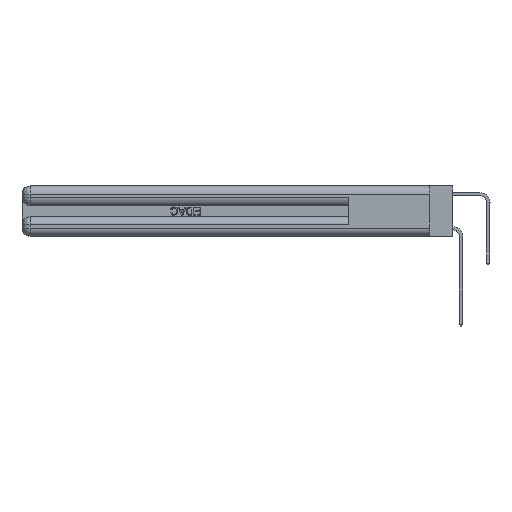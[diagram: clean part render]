
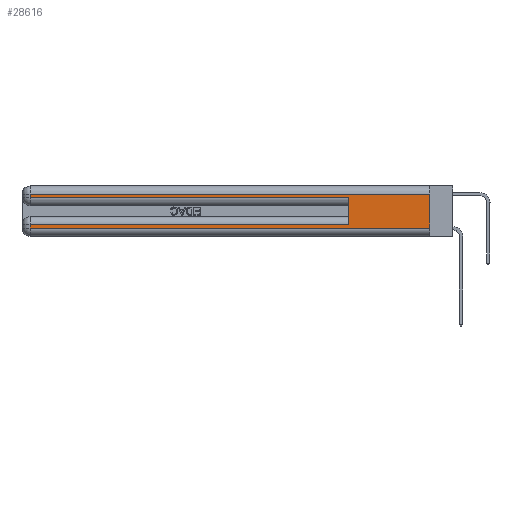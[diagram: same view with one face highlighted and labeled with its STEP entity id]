
A CAD part, left-side view. The second image highlights one B-rep face of the part: STEP entity #28616.
In plain terms, the highlighted planar face has unit normal (-1, 0, 0).
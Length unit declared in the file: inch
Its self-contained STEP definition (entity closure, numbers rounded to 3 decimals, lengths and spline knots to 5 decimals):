
#261 = EDGE_CURVE ( 'NONE', #20475, #14735, #29752, .T. ) ;
#285 = CARTESIAN_POINT ( 'NONE',  ( 0., 0.6, 0.145 ) ) ;
#679 = CARTESIAN_POINT ( 'NONE',  ( 0., 2.94, 0.085 ) ) ;
#1437 = ORIENTED_EDGE ( 'NONE', *, *, #28311, .T. ) ;
#1857 = CARTESIAN_POINT ( 'NONE',  ( 0., 2.94, 0.285 ) ) ;
#2088 = VERTEX_POINT ( 'NONE', #13724 ) ;
#2806 = VECTOR ( 'NONE', #16515, 39.37008 ) ;
#2849 = VERTEX_POINT ( 'NONE', #679 ) ;
#3194 = CARTESIAN_POINT ( 'NONE',  ( 0., 0., 0.285 ) ) ;
#3358 = CARTESIAN_POINT ( 'NONE',  ( 0., 0., 0.31 ) ) ;
#6839 = VERTEX_POINT ( 'NONE', #1857 ) ;
#6845 = DIRECTION ( 'NONE',  ( 0., 0., 1. ) ) ;
#6890 = ORIENTED_EDGE ( 'NONE', *, *, #261, .F. ) ;
#7559 = VECTOR ( 'NONE', #29487, 39.37008 ) ;
#7628 = LINE ( 'NONE', #31722, #2806 ) ;
#7684 = CARTESIAN_POINT ( 'NONE',  ( 0., 2.94, 0.06 ) ) ;
#8181 = DIRECTION ( 'NONE',  ( 0., -1., 0. ) ) ;
#9515 = ORIENTED_EDGE ( 'NONE', *, *, #10156, .T. ) ;
#9929 = LINE ( 'NONE', #24613, #12811 ) ;
#10156 = EDGE_CURVE ( 'NONE', #2088, #2849, #33491, .T. ) ;
#10248 = PLANE ( 'NONE',  #36064 ) ;
#11631 = CARTESIAN_POINT ( 'NONE',  ( 0., 0., 0.37 ) ) ;
#11752 = CARTESIAN_POINT ( 'NONE',  ( 0., 0., 0.06 ) ) ;
#12187 = EDGE_CURVE ( 'NONE', #20475, #15411, #9929, .T. ) ;
#12811 = VECTOR ( 'NONE', #22478, 39.37008 ) ;
#13724 = CARTESIAN_POINT ( 'NONE',  ( 0., 0.6, 0.085 ) ) ;
#14735 = VERTEX_POINT ( 'NONE', #11752 ) ;
#15411 = VERTEX_POINT ( 'NONE', #21088 ) ;
#16515 = DIRECTION ( 'NONE',  ( 0., 0., -1. ) ) ;
#17270 = EDGE_CURVE ( 'NONE', #6839, #19993, #23656, .T. ) ;
#17711 = CARTESIAN_POINT ( 'NONE',  ( 0., 2.94, 0.37 ) ) ;
#18182 = ORIENTED_EDGE ( 'NONE', *, *, #17270, .T. ) ;
#18296 = VECTOR ( 'NONE', #29380, 39.37008 ) ;
#18607 = ORIENTED_EDGE ( 'NONE', *, *, #22694, .T. ) ;
#19133 = DIRECTION ( 'NONE',  ( 0., 0., -1. ) ) ;
#19568 = VECTOR ( 'NONE', #27726, 39.37008 ) ;
#19704 = VECTOR ( 'NONE', #24049, 39.37008 ) ;
#19822 = ORIENTED_EDGE ( 'NONE', *, *, #32340, .F. ) ;
#19993 = VERTEX_POINT ( 'NONE', #30813 ) ;
#20475 = VERTEX_POINT ( 'NONE', #3358 ) ;
#21088 = CARTESIAN_POINT ( 'NONE',  ( 0., 2.94, 0.31 ) ) ;
#22021 = CARTESIAN_POINT ( 'NONE',  ( 0., 0., 0.37 ) ) ;
#22303 = LINE ( 'NONE', #25567, #35362 ) ;
#22478 = DIRECTION ( 'NONE',  ( 0., 1., 0. ) ) ;
#22694 = EDGE_CURVE ( 'NONE', #15411, #6839, #26979, .T. ) ;
#23656 = LINE ( 'NONE', #3194, #19704 ) ;
#24049 = DIRECTION ( 'NONE',  ( 0., -1., 0. ) ) ;
#24613 = CARTESIAN_POINT ( 'NONE',  ( 0., 0., 0.31 ) ) ;
#24891 = EDGE_CURVE ( 'NONE', #27241, #14735, #22303, .T. ) ;
#24910 = FACE_OUTER_BOUND ( 'NONE', #25640, .T. ) ;
#25567 = CARTESIAN_POINT ( 'NONE',  ( 0., 0., 0.06 ) ) ;
#25640 = EDGE_LOOP ( 'NONE', ( #6890, #32702, #18607, #18182, #19822, #9515, #1437, #37972 ) ) ;
#26318 = VECTOR ( 'NONE', #6845, 39.37008 ) ;
#26979 = LINE ( 'NONE', #17711, #7559 ) ;
#27241 = VERTEX_POINT ( 'NONE', #7684 ) ;
#27726 = DIRECTION ( 'NONE',  ( 0., 1., 0. ) ) ;
#28311 = EDGE_CURVE ( 'NONE', #2849, #27241, #7628, .T. ) ;
#28616 = ADVANCED_FACE ( 'NONE', ( #24910 ), #10248, .F. ) ;
#29380 = DIRECTION ( 'NONE',  ( 0., 0., -1. ) ) ;
#29487 = DIRECTION ( 'NONE',  ( 0., 0., -1. ) ) ;
#29627 = LINE ( 'NONE', #285, #26318 ) ;
#29752 = LINE ( 'NONE', #11631, #18296 ) ;
#30813 = CARTESIAN_POINT ( 'NONE',  ( 0., 0.6, 0.285 ) ) ;
#31722 = CARTESIAN_POINT ( 'NONE',  ( 0., 2.94, 0.37 ) ) ;
#32340 = EDGE_CURVE ( 'NONE', #2088, #19993, #29627, .T. ) ;
#32702 = ORIENTED_EDGE ( 'NONE', *, *, #12187, .T. ) ;
#33491 = LINE ( 'NONE', #36560, #19568 ) ;
#33767 = DIRECTION ( 'NONE',  ( 1., 0., 0. ) ) ;
#35362 = VECTOR ( 'NONE', #8181, 39.37008 ) ;
#36064 = AXIS2_PLACEMENT_3D ( 'NONE', #22021, #33767, #19133 ) ;
#36560 = CARTESIAN_POINT ( 'NONE',  ( 0., 0., 0.085 ) ) ;
#37972 = ORIENTED_EDGE ( 'NONE', *, *, #24891, .T. ) ;
